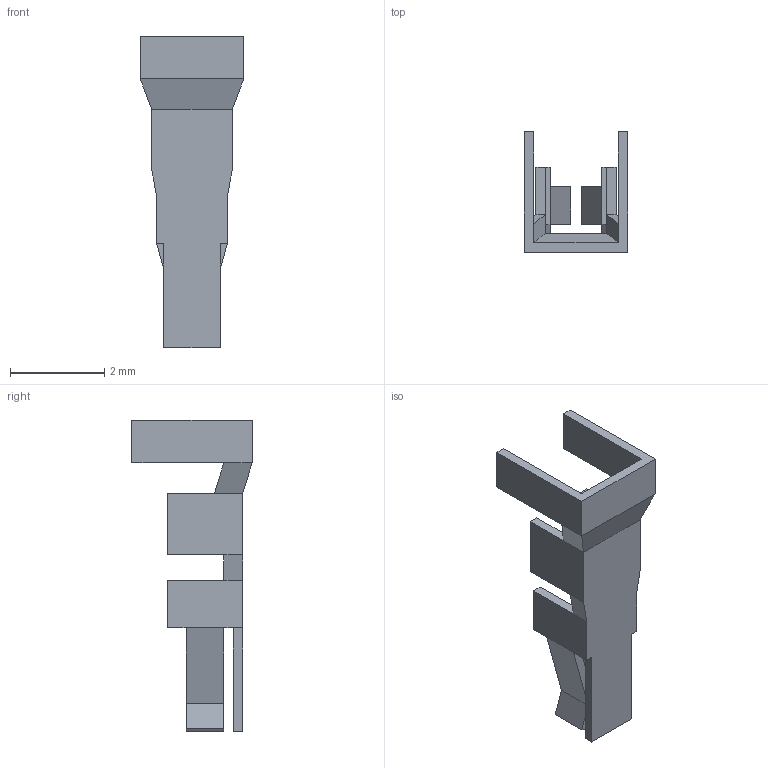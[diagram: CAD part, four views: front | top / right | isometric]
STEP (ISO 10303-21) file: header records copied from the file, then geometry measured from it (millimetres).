
FILE_DESCRIPTION (( 'STEP AP214' ), '1' );
FILE_NAME ('D8E2CD6E-AD8A-46EE-9B4B-1168C7690A37.STEP', '2025-09-30T14:51:58', ( '' ), ( '' ), 'SwSTEP 2.0', 'SolidWorks 2022', '' );
FILE_SCHEMA (( 'AUTOMOTIVE_DESIGN' ));
Length unit declared in the file: millimetre
Products named in the file (1): D8E2CD6E-AD8A-46EE-9B4B-1168C7690A37
Bounding box: 2.2 x 2.55 x 6.6 mm (x, y, z)
Volume: 5.1 mm3; surface area: 60 mm2
Topology: 1 solids, 1 shells, 66 faces, 160 edges, 96 vertices
Faces by surface type: plane 66
Entity records: 1882 total; most frequent: CARTESIAN_POINT 323, ORIENTED_EDGE 320, DIRECTION 294, VECTOR 160, EDGE_CURVE 160, LINE 160, VERTEX_POINT 96, AXIS2_PLACEMENT_3D 67
